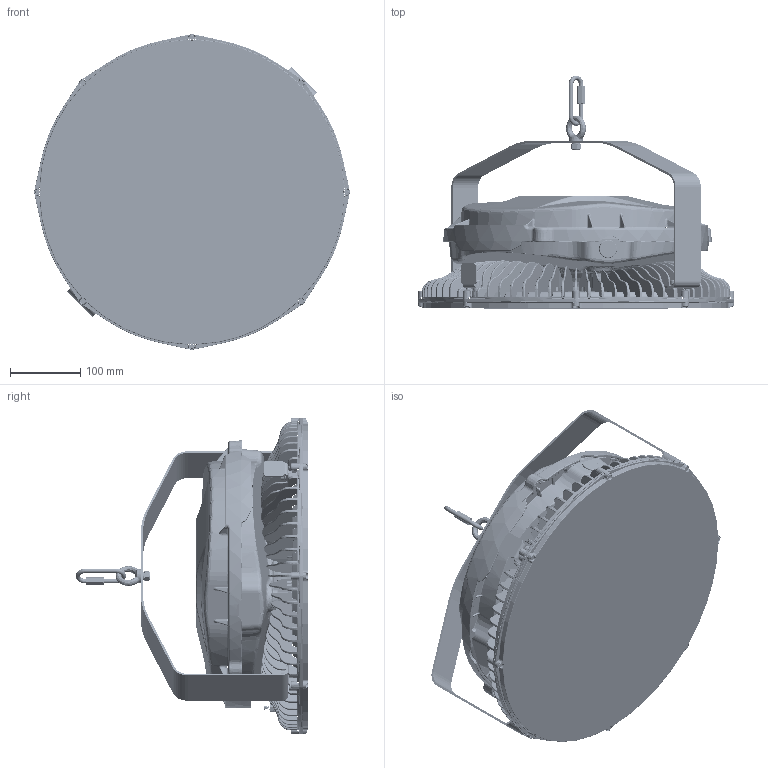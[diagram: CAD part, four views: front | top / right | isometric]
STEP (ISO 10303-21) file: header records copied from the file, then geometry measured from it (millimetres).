
FILE_DESCRIPTION((''),'2;1');
FILE_NAME('8M7MX2XDHNNGN_SW0001','2019-05-22T',('gatsonnb'),(''),'PRO/ENGINEER BY PARAMETRIC TECHNOLOGY CORPORATION, 2014000','PRO/ENGINEER BY PARAMETRIC TECHNOLOGY CORPORATION, 2014000','');
FILE_SCHEMA(('CONFIG_CONTROL_DESIGN'));
Products named in the file (1): 8M7MX2XDHNNGN_SW0001
Bounding box: 448.91 x 330.89 x 448.91 mm (x, y, z)
Surface area: 1543333.4 mm2 (no closed solid volume)
Topology: 0 solids, 145 shells, 5378 faces, 18075 edges, 12457 vertices
Faces by surface type: bspline 2284, plane 894, torus 839, cylinder 690, cone 618, revolution 37, sphere 16
Entity records: 378567 total; most frequent: CARTESIAN_POINT 252465, ORIENTED_EDGE 27588, DIRECTION 19414, EDGE_CURVE 18063, VERTEX_POINT 12457, B_SPLINE_CURVE_WITH_KNOTS 10130, AXIS2_PLACEMENT_3D 8350, EDGE_LOOP 5378
